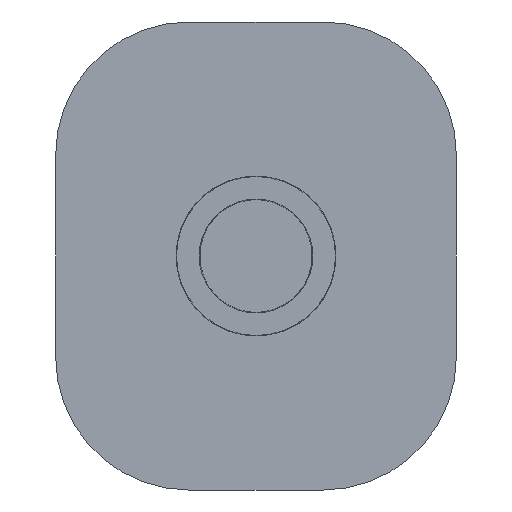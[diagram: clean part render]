
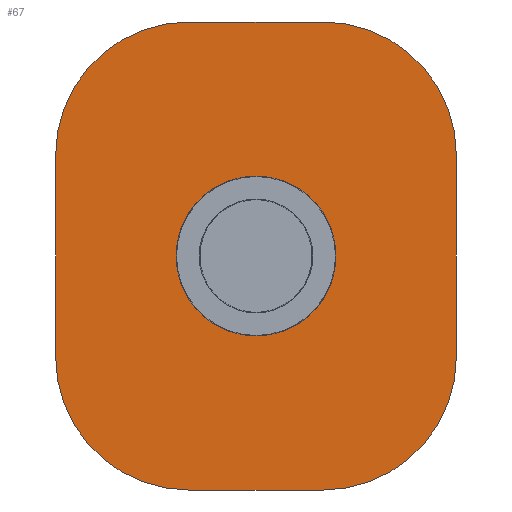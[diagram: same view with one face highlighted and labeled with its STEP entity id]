
A CAD part, front view. The second image highlights one B-rep face of the part: STEP entity #67.
In plain terms, the highlighted planar face has unit normal (0, -1, 0).
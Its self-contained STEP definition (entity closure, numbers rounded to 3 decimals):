
#12 = CARTESIAN_POINT ( 'NONE',  ( 3.255, 23., 61.664 ) ) ;
#14 = CIRCLE ( 'NONE', #747, 2.375 ) ;
#40 = DIRECTION ( 'NONE',  ( -1., 0., 0. ) ) ;
#46 = DIRECTION ( 'NONE',  ( 0., -1., 0. ) ) ;
#54 = EDGE_LOOP ( 'NONE', ( #239, #737, #751, #687, #170, #755, #443, #430 ) ) ;
#62 = VERTEX_POINT ( 'NONE', #396 ) ;
#67 = ADVANCED_FACE ( 'NONE', ( #450, #265 ), #129, .F. ) ;
#74 = CARTESIAN_POINT ( 'NONE',  ( 5.255, 23., 66.239 ) ) ;
#83 = EDGE_CURVE ( 'NONE', #628, #62, #284, .T. ) ;
#120 = EDGE_CURVE ( 'NONE', #691, #442, #14, .T. ) ;
#121 = VERTEX_POINT ( 'NONE', #74 ) ;
#129 = PLANE ( 'NONE',  #352 ) ;
#130 = DIRECTION ( 'NONE',  ( 0., -1., 0. ) ) ;
#134 = CIRCLE ( 'NONE', #619, 3.95 ) ;
#137 = EDGE_CURVE ( 'NONE', #818, #121, #525, .T. ) ;
#139 = CARTESIAN_POINT ( 'NONE',  ( 3.255, 23., 59.289 ) ) ;
#151 = EDGE_CURVE ( 'NONE', #442, #691, #730, .T. ) ;
#170 = ORIENTED_EDGE ( 'NONE', *, *, #653, .T. ) ;
#200 = CARTESIAN_POINT ( 'NONE',  ( 5.255, 23., 62.289 ) ) ;
#210 = CARTESIAN_POINT ( 'NONE',  ( -2.695, 23., 62.289 ) ) ;
#230 = CARTESIAN_POINT ( 'NONE',  ( 1.255, 23., 62.289 ) ) ;
#233 = LINE ( 'NONE', #672, #769 ) ;
#239 = ORIENTED_EDGE ( 'NONE', *, *, #492, .T. ) ;
#245 = VECTOR ( 'NONE', #784, 1000. ) ;
#249 = ORIENTED_EDGE ( 'NONE', *, *, #120, .F. ) ;
#265 = FACE_OUTER_BOUND ( 'NONE', #54, .T. ) ;
#267 = DIRECTION ( 'NONE',  ( 0., 0., 1. ) ) ;
#271 = CARTESIAN_POINT ( 'NONE',  ( 3.255, 23., 59.289 ) ) ;
#274 = LINE ( 'NONE', #279, #580 ) ;
#277 = CARTESIAN_POINT ( 'NONE',  ( 1.255, 23., 66.239 ) ) ;
#279 = CARTESIAN_POINT ( 'NONE',  ( 9.205, 23., 0. ) ) ;
#282 = AXIS2_PLACEMENT_3D ( 'NONE', #230, #733, #304 ) ;
#284 = CIRCLE ( 'NONE', #635, 3.95 ) ;
#285 = LINE ( 'NONE', #539, #245 ) ;
#288 = DIRECTION ( 'NONE',  ( 1., 0., 0. ) ) ;
#304 = DIRECTION ( 'NONE',  ( 0., 0., -1. ) ) ;
#330 = DIRECTION ( 'NONE',  ( 0., 0., -1. ) ) ;
#341 = AXIS2_PLACEMENT_3D ( 'NONE', #389, #130, #330 ) ;
#352 = AXIS2_PLACEMENT_3D ( 'NONE', #200, #641, #710 ) ;
#356 = CARTESIAN_POINT ( 'NONE',  ( 3.255, 23., 56.914 ) ) ;
#363 = CARTESIAN_POINT ( 'NONE',  ( -2.695, 23., 56.289 ) ) ;
#386 = AXIS2_PLACEMENT_3D ( 'NONE', #271, #464, #714 ) ;
#389 = CARTESIAN_POINT ( 'NONE',  ( 5.255, 23., 62.289 ) ) ;
#396 = CARTESIAN_POINT ( 'NONE',  ( 9.205, 23., 56.289 ) ) ;
#419 = CARTESIAN_POINT ( 'NONE',  ( 0., 23., 66.239 ) ) ;
#424 = EDGE_LOOP ( 'NONE', ( #249, #735 ) ) ;
#430 = ORIENTED_EDGE ( 'NONE', *, *, #83, .T. ) ;
#438 = VERTEX_POINT ( 'NONE', #210 ) ;
#441 = VERTEX_POINT ( 'NONE', #277 ) ;
#442 = VERTEX_POINT ( 'NONE', #12 ) ;
#443 = ORIENTED_EDGE ( 'NONE', *, *, #575, .T. ) ;
#450 = FACE_BOUND ( 'NONE', #424, .T. ) ;
#451 = DIRECTION ( 'NONE',  ( 0., -1., 0. ) ) ;
#460 = DIRECTION ( 'NONE',  ( 0., 0., -1. ) ) ;
#464 = DIRECTION ( 'NONE',  ( 0., -1., 0. ) ) ;
#485 = LINE ( 'NONE', #419, #498 ) ;
#490 = DIRECTION ( 'NONE',  ( 0., 0., -1. ) ) ;
#492 = EDGE_CURVE ( 'NONE', #62, #818, #274, .T. ) ;
#498 = VECTOR ( 'NONE', #40, 1000. ) ;
#525 = CIRCLE ( 'NONE', #341, 3.95 ) ;
#539 = CARTESIAN_POINT ( 'NONE',  ( -2.695, 23., 0. ) ) ;
#575 = EDGE_CURVE ( 'NONE', #694, #628, #233, .T. ) ;
#580 = VECTOR ( 'NONE', #267, 1000. ) ;
#582 = DIRECTION ( 'NONE',  ( 0., 0., 1. ) ) ;
#584 = DIRECTION ( 'NONE',  ( 0., -1., 0. ) ) ;
#606 = CARTESIAN_POINT ( 'NONE',  ( 1.255, 23., 52.339 ) ) ;
#619 = AXIS2_PLACEMENT_3D ( 'NONE', #673, #46, #490 ) ;
#628 = VERTEX_POINT ( 'NONE', #666 ) ;
#635 = AXIS2_PLACEMENT_3D ( 'NONE', #645, #584, #460 ) ;
#641 = DIRECTION ( 'NONE',  ( 0., 1., 0. ) ) ;
#645 = CARTESIAN_POINT ( 'NONE',  ( 5.255, 23., 56.289 ) ) ;
#647 = CIRCLE ( 'NONE', #282, 3.95 ) ;
#653 = EDGE_CURVE ( 'NONE', #438, #789, #285, .T. ) ;
#666 = CARTESIAN_POINT ( 'NONE',  ( 5.255, 23., 52.339 ) ) ;
#672 = CARTESIAN_POINT ( 'NONE',  ( 0., 23., 52.339 ) ) ;
#673 = CARTESIAN_POINT ( 'NONE',  ( 1.255, 23., 56.289 ) ) ;
#687 = ORIENTED_EDGE ( 'NONE', *, *, #734, .T. ) ;
#691 = VERTEX_POINT ( 'NONE', #356 ) ;
#694 = VERTEX_POINT ( 'NONE', #606 ) ;
#710 = DIRECTION ( 'NONE',  ( 0., 0., 1. ) ) ;
#714 = DIRECTION ( 'NONE',  ( 0., 0., 1. ) ) ;
#721 = EDGE_CURVE ( 'NONE', #121, #441, #485, .T. ) ;
#730 = CIRCLE ( 'NONE', #386, 2.375 ) ;
#733 = DIRECTION ( 'NONE',  ( 0., -1., 0. ) ) ;
#734 = EDGE_CURVE ( 'NONE', #441, #438, #647, .T. ) ;
#735 = ORIENTED_EDGE ( 'NONE', *, *, #151, .F. ) ;
#737 = ORIENTED_EDGE ( 'NONE', *, *, #137, .T. ) ;
#747 = AXIS2_PLACEMENT_3D ( 'NONE', #139, #451, #582 ) ;
#751 = ORIENTED_EDGE ( 'NONE', *, *, #721, .T. ) ;
#755 = ORIENTED_EDGE ( 'NONE', *, *, #760, .T. ) ;
#760 = EDGE_CURVE ( 'NONE', #789, #694, #134, .T. ) ;
#769 = VECTOR ( 'NONE', #288, 1000. ) ;
#784 = DIRECTION ( 'NONE',  ( 0., 0., -1. ) ) ;
#789 = VERTEX_POINT ( 'NONE', #363 ) ;
#804 = CARTESIAN_POINT ( 'NONE',  ( 9.205, 23., 62.289 ) ) ;
#818 = VERTEX_POINT ( 'NONE', #804 ) ;
